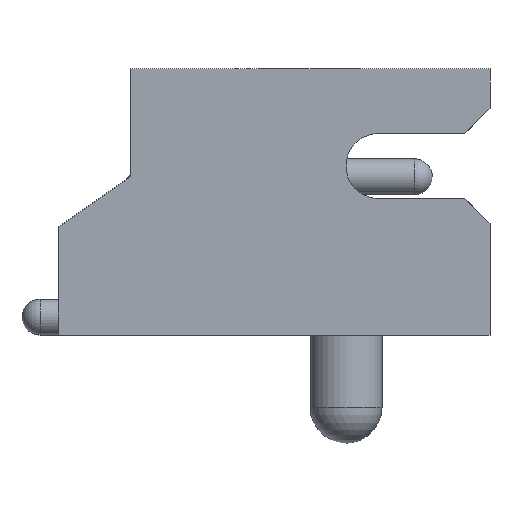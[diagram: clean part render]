
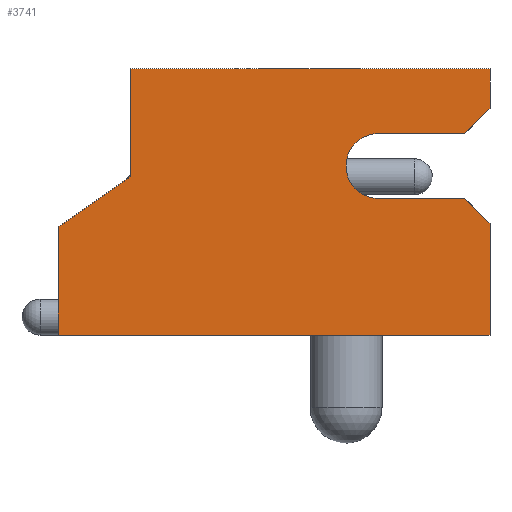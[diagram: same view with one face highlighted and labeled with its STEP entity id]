
A CAD part, front view. The second image highlights one B-rep face of the part: STEP entity #3741.
In plain terms, the highlighted planar face has unit normal (0, -1, 0).
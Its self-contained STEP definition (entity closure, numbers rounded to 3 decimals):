
#62=PLANE('',#4139);
#325=FACE_OUTER_BOUND('',#534,.T.);
#534=EDGE_LOOP('',(#2921,#2922,#2923,#2924,#2925,#2926,#2927,#2928,#2929,
#2930,#2931,#2932));
#729=LINE('',#6213,#1075);
#740=LINE('',#6250,#1086);
#750=LINE('',#6270,#1096);
#760=LINE('',#6291,#1106);
#763=LINE('',#6297,#1109);
#771=LINE('',#6315,#1117);
#772=LINE('',#6316,#1118);
#773=LINE('',#6318,#1119);
#774=LINE('',#6320,#1120);
#775=LINE('',#6322,#1121);
#776=LINE('',#6323,#1122);
#1075=VECTOR('',#4859,10.);
#1086=VECTOR('',#4892,10.);
#1096=VECTOR('',#4908,10.);
#1106=VECTOR('',#4922,10.);
#1109=VECTOR('',#4927,10.);
#1117=VECTOR('',#4947,10.);
#1118=VECTOR('',#4948,10.);
#1119=VECTOR('',#4949,10.);
#1120=VECTOR('',#4950,10.);
#1121=VECTOR('',#4951,10.);
#1122=VECTOR('',#4952,10.);
#1516=CIRCLE('',#4136,0.45);
#1691=VERTEX_POINT('',#6210);
#1692=VERTEX_POINT('',#6212);
#1706=VERTEX_POINT('',#6247);
#1707=VERTEX_POINT('',#6249);
#1714=VERTEX_POINT('',#6269);
#1722=VERTEX_POINT('',#6288);
#1723=VERTEX_POINT('',#6290);
#1725=VERTEX_POINT('',#6296);
#1729=VERTEX_POINT('',#6314);
#1730=VERTEX_POINT('',#6317);
#1731=VERTEX_POINT('',#6319);
#1732=VERTEX_POINT('',#6321);
#2123=EDGE_CURVE('',#1692,#1691,#729,.T.);
#2140=EDGE_CURVE('',#1707,#1706,#740,.T.);
#2150=EDGE_CURVE('',#1714,#1707,#750,.T.);
#2160=EDGE_CURVE('',#1723,#1722,#760,.T.);
#2163=EDGE_CURVE('',#1725,#1723,#763,.T.);
#2166=EDGE_CURVE('',#1706,#1725,#1516,.T.);
#2173=EDGE_CURVE('',#1729,#1722,#771,.T.);
#2174=EDGE_CURVE('',#1692,#1729,#772,.T.);
#2175=EDGE_CURVE('',#1691,#1730,#773,.T.);
#2176=EDGE_CURVE('',#1730,#1731,#774,.T.);
#2177=EDGE_CURVE('',#1731,#1732,#775,.T.);
#2178=EDGE_CURVE('',#1714,#1732,#776,.T.);
#2921=ORIENTED_EDGE('',*,*,#2150,.T.);
#2922=ORIENTED_EDGE('',*,*,#2140,.T.);
#2923=ORIENTED_EDGE('',*,*,#2166,.T.);
#2924=ORIENTED_EDGE('',*,*,#2163,.T.);
#2925=ORIENTED_EDGE('',*,*,#2160,.T.);
#2926=ORIENTED_EDGE('',*,*,#2173,.F.);
#2927=ORIENTED_EDGE('',*,*,#2174,.F.);
#2928=ORIENTED_EDGE('',*,*,#2123,.T.);
#2929=ORIENTED_EDGE('',*,*,#2175,.T.);
#2930=ORIENTED_EDGE('',*,*,#2176,.T.);
#2931=ORIENTED_EDGE('',*,*,#2177,.T.);
#2932=ORIENTED_EDGE('',*,*,#2178,.F.);
#3741=ADVANCED_FACE('',(#325),#62,.T.);
#4136=AXIS2_PLACEMENT_3D('',#6301,#4933,#4934);
#4139=AXIS2_PLACEMENT_3D('',#6313,#4945,#4946);
#4859=DIRECTION('',(0.,0.,-1.));
#4892=DIRECTION('',(-1.,0.,0.));
#4908=DIRECTION('',(-0.707,0.,0.707));
#4922=DIRECTION('',(0.707,0.,0.707));
#4927=DIRECTION('',(1.,0.,0.));
#4933=DIRECTION('center_axis',(0.,1.,0.));
#4934=DIRECTION('ref_axis',(0.,0.,1.));
#4945=DIRECTION('center_axis',(0.,-1.,0.));
#4946=DIRECTION('ref_axis',(0.,0.,-1.));
#4947=DIRECTION('',(0.,0.,-1.));
#4948=DIRECTION('',(1.,0.,0.));
#4949=DIRECTION('',(-0.819,0.,-0.573));
#4950=DIRECTION('',(0.,0.,-1.));
#4951=DIRECTION('',(1.,0.,0.));
#4952=DIRECTION('',(0.,0.,-1.));
#6210=CARTESIAN_POINT('',(-3.,-0.6,2.2));
#6212=CARTESIAN_POINT('',(-3.,-0.6,3.7));
#6213=CARTESIAN_POINT('',(-3.,-0.6,3.7));
#6247=CARTESIAN_POINT('',(0.45,-0.6,1.9));
#6249=CARTESIAN_POINT('',(1.65,-0.6,1.9));
#6250=CARTESIAN_POINT('',(-0.675,-0.6,1.9));
#6269=CARTESIAN_POINT('',(2.,-0.6,1.55));
#6270=CARTESIAN_POINT('',(0.213,-0.6,3.338));
#6288=CARTESIAN_POINT('',(2.,-0.6,3.15));
#6290=CARTESIAN_POINT('',(1.65,-0.6,2.8));
#6291=CARTESIAN_POINT('',(0.713,-0.6,1.863));
#6296=CARTESIAN_POINT('',(0.45,-0.6,2.8));
#6297=CARTESIAN_POINT('',(-1.275,-0.6,2.8));
#6301=CARTESIAN_POINT('Origin',(0.45,-0.6,2.35));
#6313=CARTESIAN_POINT('Origin',(-3.,-0.6,3.7));
#6314=CARTESIAN_POINT('',(2.,-0.6,3.7));
#6315=CARTESIAN_POINT('',(2.,-0.6,3.7));
#6316=CARTESIAN_POINT('',(-3.,-0.6,3.7));
#6317=CARTESIAN_POINT('',(-4.,-0.6,1.5));
#6318=CARTESIAN_POINT('',(-3.,-0.6,2.2));
#6319=CARTESIAN_POINT('',(-4.,-0.6,0.));
#6320=CARTESIAN_POINT('',(-4.,-0.6,1.5));
#6321=CARTESIAN_POINT('',(2.,-0.6,0.));
#6322=CARTESIAN_POINT('',(-3.,-0.6,0.));
#6323=CARTESIAN_POINT('',(2.,-0.6,3.7));
